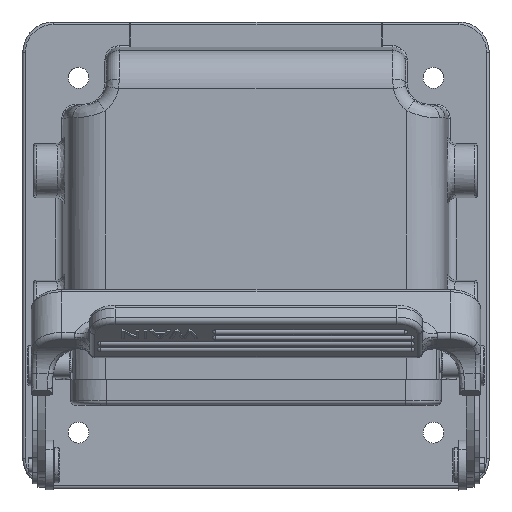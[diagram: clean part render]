
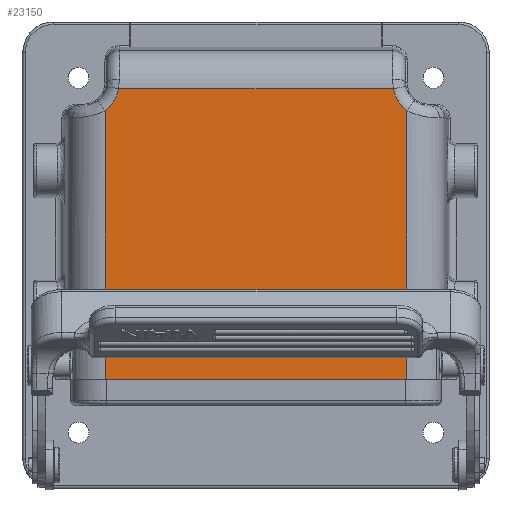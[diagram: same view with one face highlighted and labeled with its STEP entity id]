
A CAD part, top view. The second image highlights one B-rep face of the part: STEP entity #23150.
In plain terms, the highlighted planar face has unit normal (0, 0, 1).
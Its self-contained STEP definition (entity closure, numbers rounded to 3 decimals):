
#1037=DIRECTION('',(-1.,0.,0.));
#1038=VECTOR('',#1037,59.49);
#1039=CARTESIAN_POINT('',(73.615,18.145,
-0.743));
#1040=LINE('',#1039,#1038);
#1041=CARTESIAN_POINT('',(9.87,76.745,
-0.743));
#1042=DIRECTION('',(0.,0.,1.));
#1043=DIRECTION('',(0.608,-0.794,0.));
#1044=AXIS2_PLACEMENT_3D('',#1041,#1042,#1043);
#1046=CARTESIAN_POINT('',(77.87,76.745,
-0.743));
#1047=DIRECTION('',(0.,0.,1.));
#1048=DIRECTION('',(-0.984,-0.177,0.));
#1049=AXIS2_PLACEMENT_3D('',#1046,#1047,#1048);
#1051=DIRECTION('',(0.,-1.,0.));
#1052=VECTOR('',#1051,53.042);
#1053=CARTESIAN_POINT('',(73.615,71.186,
-0.743));
#1054=LINE('',#1053,#1052);
#1060=DIRECTION('',(0.,-1.,0.));
#1061=VECTOR('',#1060,53.042);
#1062=CARTESIAN_POINT('',(14.125,71.186,
-0.743));
#1063=LINE('',#1062,#1061);
#1707=CARTESIAN_POINT('',(73.615,71.186,
-0.743));
#1736=DIRECTION('',(-1.,0.,0.));
#1737=VECTOR('',#1736,54.221);
#1738=CARTESIAN_POINT('',(70.98,75.504,
-0.743));
#1739=LINE('',#1738,#1737);
#17700=VERTEX_POINT('',#1707);
#17866=CARTESIAN_POINT('',(70.98,75.504,
-0.743));
#17867=VERTEX_POINT('',#17866);
#17868=CARTESIAN_POINT('',(14.125,71.186,
-0.743));
#17869=CARTESIAN_POINT('',(16.76,75.504,
-0.743));
#17870=VERTEX_POINT('',#17868);
#17871=VERTEX_POINT('',#17869);
#21418=CARTESIAN_POINT('',(73.615,18.145,
-0.743));
#21419=VERTEX_POINT('',#21418);
#21420=CARTESIAN_POINT('',(14.125,18.145,
-0.743));
#21421=VERTEX_POINT('',#21420);
#23133=CARTESIAN_POINT('',(43.87,46.824,
-0.743));
#23134=DIRECTION('',(0.,0.,1.));
#23135=DIRECTION('',(0.,1.,0.));
#23136=AXIS2_PLACEMENT_3D('',#23133,#23134,#23135);
#23137=PLANE('',#23136);
#23138=ORIENTED_EDGE('',*,*,#23024,.T.);
#23140=ORIENTED_EDGE('',*,*,#23139,.F.);
#23142=ORIENTED_EDGE('',*,*,#23141,.T.);
#23144=ORIENTED_EDGE('',*,*,#23143,.F.);
#23146=ORIENTED_EDGE('',*,*,#23145,.T.);
#23147=ORIENTED_EDGE('',*,*,#23119,.T.);
#23148=EDGE_LOOP('',(#23138,#23140,#23142,#23144,#23146,#23147));
#23149=FACE_OUTER_BOUND('',#23148,.F.);
#1045=CIRCLE('',#1044,7.);
#1050=CIRCLE('',#1049,7.);
#23024=EDGE_CURVE('',#21419,#21421,#1040,.T.);
#23119=EDGE_CURVE('',#17700,#21419,#1054,.T.);
#23139=EDGE_CURVE('',#17870,#21421,#1063,.T.);
#23141=EDGE_CURVE('',#17870,#17871,#1045,.T.);
#23143=EDGE_CURVE('',#17867,#17871,#1739,.T.);
#23145=EDGE_CURVE('',#17867,#17700,#1050,.T.);
#23150=ADVANCED_FACE('',(#23149),#23137,.T.);
